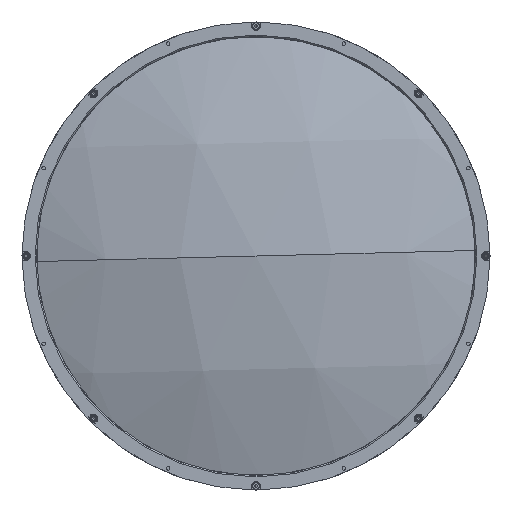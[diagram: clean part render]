
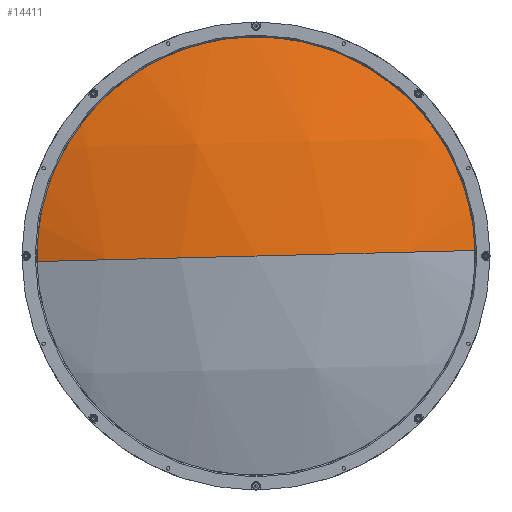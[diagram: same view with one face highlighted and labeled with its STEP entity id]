
A CAD part, left-side view. The second image highlights one B-rep face of the part: STEP entity #14411.
In plain terms, the highlighted spherical face has radius 465.458 mm.
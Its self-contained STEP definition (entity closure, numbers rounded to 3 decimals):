
#14 = CIRCLE ( 'NONE', #3584, 465.458 ) ;
#347 = VERTEX_POINT ( 'NONE', #1838 ) ;
#737 = ORIENTED_EDGE ( 'NONE', *, *, #3575, .T. ) ;
#1838 = CARTESIAN_POINT ( 'NONE',  ( 25.901, 161.948, -4.088 ) ) ;
#2346 = VERTEX_POINT ( 'NONE', #4812 ) ;
#2581 = CARTESIAN_POINT ( 'NONE',  ( 25.901, -161.948, 4.088 ) ) ;
#3033 = AXIS2_PLACEMENT_3D ( 'NONE', #3923, #13385, #5275 ) ;
#3575 = EDGE_CURVE ( 'NONE', #347, #2346, #14, .T. ) ;
#3584 = AXIS2_PLACEMENT_3D ( 'NONE', #13355, #14516, #10222 ) ;
#3923 = CARTESIAN_POINT ( 'NONE',  ( 462.258, 0., 0. ) ) ;
#4812 = CARTESIAN_POINT ( 'NONE',  ( -3.2, 0., 0. ) ) ;
#5105 = CIRCLE ( 'NONE', #6551, 465.458 ) ;
#5128 = DIRECTION ( 'NONE',  ( 0., -0.025, -1. ) ) ;
#5275 = DIRECTION ( 'NONE',  ( 0., -1., 0.025 ) ) ;
#6551 = AXIS2_PLACEMENT_3D ( 'NONE', #13226, #5128, #14561 ) ;
#7015 = VERTEX_POINT ( 'NONE', #2581 ) ;
#7404 = EDGE_CURVE ( 'NONE', #7015, #347, #11347, .T. ) ;
#7902 = CARTESIAN_POINT ( 'NONE',  ( 25.901, 0., 0. ) ) ;
#8637 = EDGE_LOOP ( 'NONE', ( #11955, #737, #16185 ) ) ;
#8779 = AXIS2_PLACEMENT_3D ( 'NONE', #7902, #17327, #9254 ) ;
#9254 = DIRECTION ( 'NONE',  ( 0., 0.025, 1. ) ) ;
#10222 = DIRECTION ( 'NONE',  ( 0., -1., 0.025 ) ) ;
#10940 = SPHERICAL_SURFACE ( 'NONE', #3033, 465.458 ) ;
#11347 = CIRCLE ( 'NONE', #8779, 162. ) ;
#11955 = ORIENTED_EDGE ( 'NONE', *, *, #7404, .T. ) ;
#13226 = CARTESIAN_POINT ( 'NONE',  ( 462.258, 0., 0. ) ) ;
#13355 = CARTESIAN_POINT ( 'NONE',  ( 462.258, 0., 0. ) ) ;
#13385 = DIRECTION ( 'NONE',  ( 0., 0.025, 1. ) ) ;
#14411 = ADVANCED_FACE ( 'NONE', ( #17251 ), #10940, .T. ) ;
#14516 = DIRECTION ( 'NONE',  ( 0., 0.025, 1. ) ) ;
#14561 = DIRECTION ( 'NONE',  ( 0., 1., -0.025 ) ) ;
#16185 = ORIENTED_EDGE ( 'NONE', *, *, #16618, .F. ) ;
#16618 = EDGE_CURVE ( 'NONE', #7015, #2346, #5105, .T. ) ;
#17251 = FACE_OUTER_BOUND ( 'NONE', #8637, .T. ) ;
#17327 = DIRECTION ( 'NONE',  ( -1., 0., 0. ) ) ;
